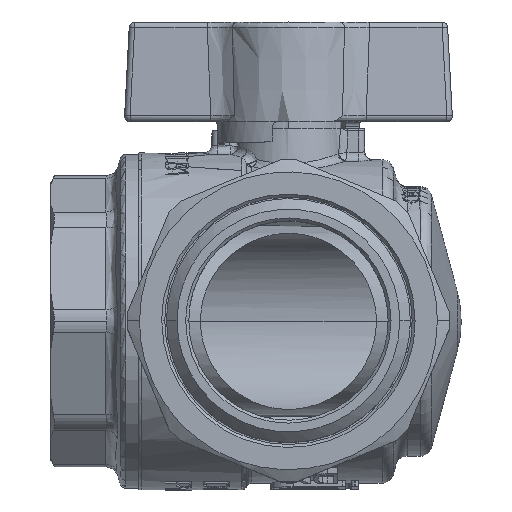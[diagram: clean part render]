
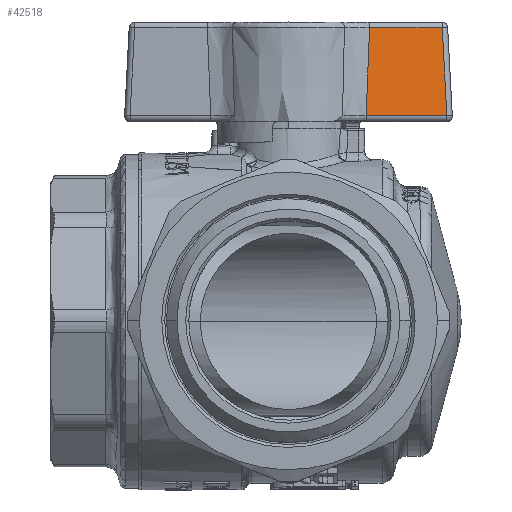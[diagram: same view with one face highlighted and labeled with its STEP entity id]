
A CAD part, top view. The second image highlights one B-rep face of the part: STEP entity #42518.
In plain terms, the highlighted planar face has unit normal (0.07, 0.07, 0.995).
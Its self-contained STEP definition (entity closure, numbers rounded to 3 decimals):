
#1400 = CARTESIAN_POINT ( 'NONE',  ( 26.754, 40.12, 5.162 ) ) ;
#3057 = CARTESIAN_POINT ( 'NONE',  ( 26.23, 50.12, 4.498 ) ) ;
#4484 = B_SPLINE_CURVE_WITH_KNOTS ( 'NONE', 3,
 ( #25877, #18228, #1400, #42668 ),
 .UNSPECIFIED., .F., .F.,
 ( 4, 4 ),
 ( 0., 1. ),
 .UNSPECIFIED. ) ;
#5984 = CARTESIAN_POINT ( 'NONE',  ( 27.016, 35.12, 5.494 ) ) ;
#7895 = VERTEX_POINT ( 'NONE', #17082 ) ;
#10211 = DIRECTION ( 'NONE',  ( 0.708, -0.706, 0. ) ) ;
#11130 = CARTESIAN_POINT ( 'NONE',  ( 22.099, 50.12, 4.787 ) ) ;
#11301 = CARTESIAN_POINT ( 'NONE',  ( 17.969, 50.12, 5.076 ) ) ;
#12071 = EDGE_CURVE ( 'NONE', #36759, #26915, #4484, .T. ) ;
#12398 = CARTESIAN_POINT ( 'NONE',  ( 13.253, 35.12, 6.457 ) ) ;
#12984 = EDGE_CURVE ( 'NONE', #36759, #49027, #16856, .T. ) ;
#15426 = CARTESIAN_POINT ( 'NONE',  ( 13.838, 50.12, 5.364 ) ) ;
#15865 = FACE_OUTER_BOUND ( 'NONE', #27341, .T. ) ;
#16856 = B_SPLINE_CURVE_WITH_KNOTS ( 'NONE', 3,
 ( #3057, #11130, #11301, #15426 ),
 .UNSPECIFIED., .F., .F.,
 ( 4, 4 ),
 ( 0., 1. ),
 .UNSPECIFIED. ) ;
#17082 = CARTESIAN_POINT ( 'NONE',  ( 13.253, 35.12, 6.457 ) ) ;
#18228 = CARTESIAN_POINT ( 'NONE',  ( 26.492, 45.12, 4.83 ) ) ;
#20850 = CARTESIAN_POINT ( 'NONE',  ( 17.84, 35.12, 6.136 ) ) ;
#22167 = DIRECTION ( 'NONE',  ( 0.07, 0.07, 0.995 ) ) ;
#22785 = CARTESIAN_POINT ( 'NONE',  ( 13.838, 50.12, 5.364 ) ) ;
#25877 = CARTESIAN_POINT ( 'NONE',  ( 26.23, 50.12, 4.498 ) ) ;
#26915 = VERTEX_POINT ( 'NONE', #5984 ) ;
#27341 = EDGE_LOOP ( 'NONE', ( #46637, #47339, #52749, #46006 ) ) ;
#28949 = B_SPLINE_CURVE_WITH_KNOTS ( 'NONE', 3,
 ( #40477, #52560, #20850, #41340 ),
 .UNSPECIFIED., .F., .F.,
 ( 4, 4 ),
 ( 0., 1. ),
 .UNSPECIFIED. ) ;
#30577 = CARTESIAN_POINT ( 'NONE',  ( 28., 34.05, 5.501 ) ) ;
#32309 = EDGE_CURVE ( 'NONE', #49027, #7895, #41020, .T. ) ;
#32586 = CARTESIAN_POINT ( 'NONE',  ( 13.462, 39.994, 6.101 ) ) ;
#36759 = VERTEX_POINT ( 'NONE', #48280 ) ;
#40477 = CARTESIAN_POINT ( 'NONE',  ( 27.016, 35.12, 5.494 ) ) ;
#41020 = B_SPLINE_CURVE_WITH_KNOTS ( 'NONE', 3,
 ( #22785, #51454, #32586, #12398 ),
 .UNSPECIFIED., .F., .F.,
 ( 4, 4 ),
 ( 0., 1. ),
 .UNSPECIFIED. ) ;
#41340 = CARTESIAN_POINT ( 'NONE',  ( 13.253, 35.12, 6.457 ) ) ;
#42518 = ADVANCED_FACE ( 'NONE', ( #15865 ), #46613, .T. ) ;
#42668 = CARTESIAN_POINT ( 'NONE',  ( 27.016, 35.12, 5.494 ) ) ;
#46006 = ORIENTED_EDGE ( 'NONE', *, *, #47591, .F. ) ;
#46613 = PLANE ( 'NONE',  #50390 ) ;
#46637 = ORIENTED_EDGE ( 'NONE', *, *, #12071, .F. ) ;
#47339 = ORIENTED_EDGE ( 'NONE', *, *, #12984, .T. ) ;
#47591 = EDGE_CURVE ( 'NONE', #26915, #7895, #28949, .T. ) ;
#48280 = CARTESIAN_POINT ( 'NONE',  ( 26.23, 50.12, 4.498 ) ) ;
#49027 = VERTEX_POINT ( 'NONE', #51462 ) ;
#50390 = AXIS2_PLACEMENT_3D ( 'NONE', #30577, #22167, #10211 ) ;
#51454 = CARTESIAN_POINT ( 'NONE',  ( 13.657, 44.994, 5.736 ) ) ;
#51462 = CARTESIAN_POINT ( 'NONE',  ( 13.838, 50.12, 5.364 ) ) ;
#52560 = CARTESIAN_POINT ( 'NONE',  ( 22.428, 35.12, 5.815 ) ) ;
#52749 = ORIENTED_EDGE ( 'NONE', *, *, #32309, .T. ) ;
